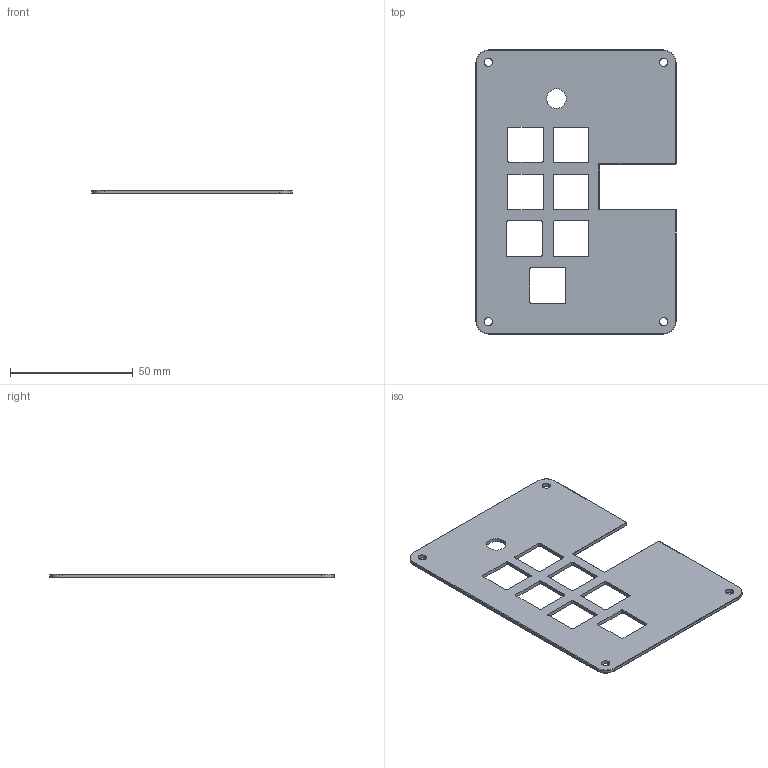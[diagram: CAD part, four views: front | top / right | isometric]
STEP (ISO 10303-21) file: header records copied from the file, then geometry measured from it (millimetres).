
FILE_DESCRIPTION(/* description */ (''),/* implementation_level */ '2;1');
FILE_NAME(/* name */ 'Macropad top.step',/* time_stamp */ '2025-12-05T21:17:53+06:00',/* author */ (''),/* organization */ (''),/* preprocessor_version */ 'ST-DEVELOPER v20.1',/* originating_system */ 'Autodesk Translation Framework v14.21.0.0',/* authorisation */ '');
FILE_SCHEMA (('AUTOMOTIVE_DESIGN { 1 0 10303 214 3 1 1 }'));
Length unit declared in the file: millimetre
Products named in the file (2): 2025-12-03-23-38-45-010; 2025-12-05-08-17-35-925
Assembly tree (1 placements, depth 2):
  2025-12-03-23-38-45-010
    2025-12-05-08-17-35-925
Bounding box: 81.4 x 115.6 x 1.5 mm (x, y, z)
Volume: 10878 mm3; surface area: 15815.7 mm2
Topology: 1 solids, 1 shells, 105 faces, 281 edges, 178 vertices
Faces by surface type: cylinder 55, plane 38, torus 8, bspline 4
Full cylindrical faces by diameter (mm): 3.4 x4, 8 x1
Entity records: 3406 total; most frequent: DIRECTION 607, CARTESIAN_POINT 599, ORIENTED_EDGE 562, EDGE_CURVE 281, AXIS2_PLACEMENT_3D 222, VERTEX_POINT 178, LINE 163, VECTOR 163
